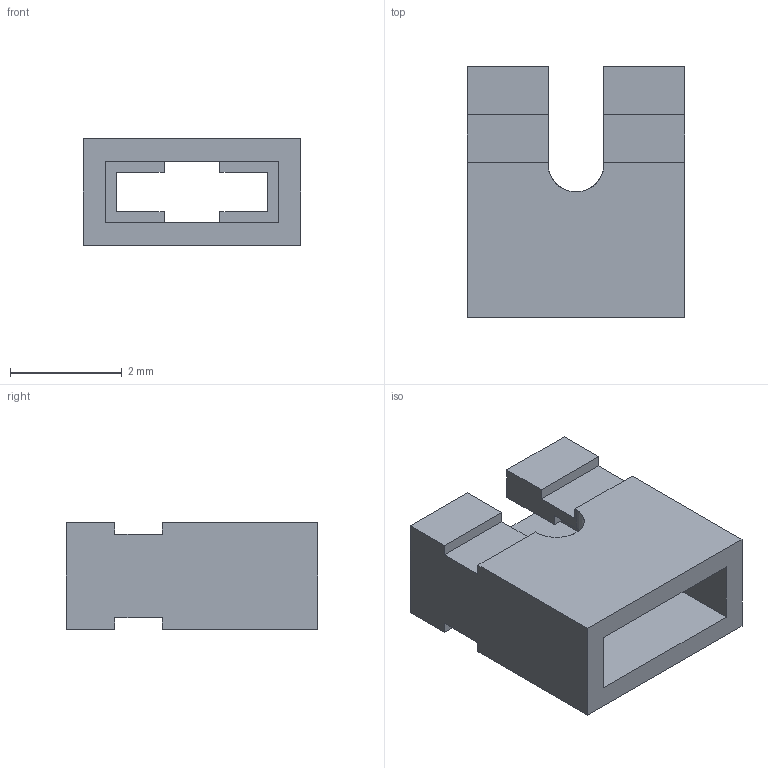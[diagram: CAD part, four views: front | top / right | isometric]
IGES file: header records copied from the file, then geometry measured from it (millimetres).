
Start section: SolidWorks IGES file using analytic representation for surfaces
Global section: file name: SX8100-B_rZA2.IGS; native system: SolidWorks 2007; preprocessor: SolidWorks 2007; author: Patrick; date: 101123.110137; units: millimetre
Bounding box: 3.9 x 4.5 x 1.9 mm (x, y, z)
Surface area: 94.9 mm2 (no closed solid volume)
Topology: 0 solids, 0 shells, 41 faces, 268 edges, 268 vertices
Faces by surface type: bspline 39, revolution 2
